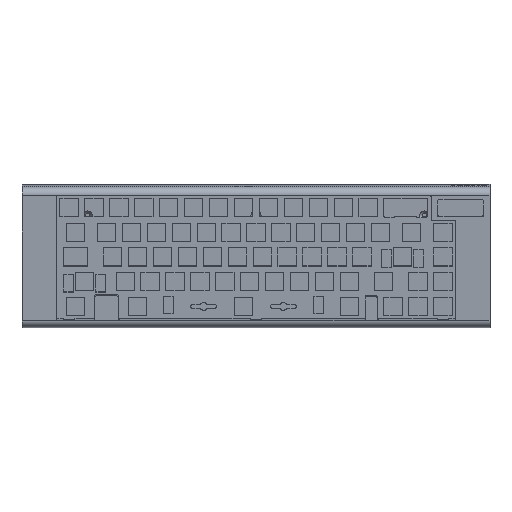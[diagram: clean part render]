
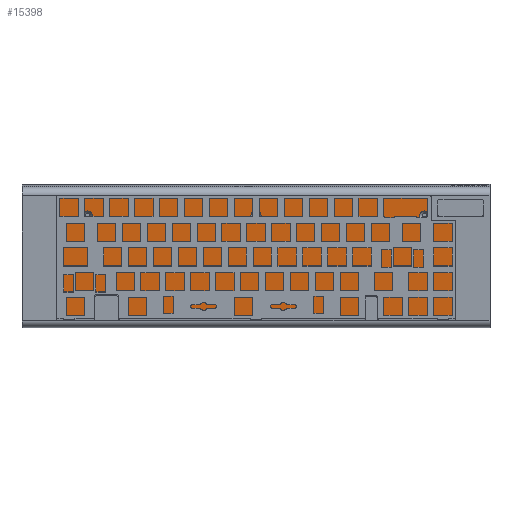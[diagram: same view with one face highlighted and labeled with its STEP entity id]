
A CAD part, top view. The second image highlights one B-rep face of the part: STEP entity #15398.
In plain terms, the highlighted planar face has unit normal (0, -0.122, 0.993).
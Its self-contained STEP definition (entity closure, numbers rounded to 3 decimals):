
#465=FACE_BOUND('',#2393,.T.);
#466=FACE_BOUND('',#2394,.T.);
#467=FACE_BOUND('',#2395,.T.);
#818=PLANE('',#16260);
#1555=FACE_OUTER_BOUND('',#2392,.T.);
#2392=EDGE_LOOP('',(#12495,#12496,#12497,#12498,#12499,#12500,#12501,#12502));
#2393=EDGE_LOOP('',(#12503));
#2394=EDGE_LOOP('',(#12504));
#2395=EDGE_LOOP('',(#12505));
#3590=LINE('',#24699,#5289);
#3593=LINE('',#24710,#5292);
#3597=LINE('',#24722,#5296);
#3600=LINE('',#24731,#5299);
#5289=VECTOR('',#18280,10.);
#5292=VECTOR('',#18291,10.);
#5296=VECTOR('',#18303,10.);
#5299=VECTOR('',#18314,10.);
#6496=CIRCLE('',#16199,4.05);
#6498=CIRCLE('',#16204,4.05);
#6500=CIRCLE('',#16209,4.05);
#6512=CIRCLE('',#16245,1.);
#6514=CIRCLE('',#16249,1.);
#6516=CIRCLE('',#16253,1.);
#6518=CIRCLE('',#16257,1.);
#7288=VERTEX_POINT('',#24552);
#7291=VERTEX_POINT('',#24562);
#7294=VERTEX_POINT('',#24572);
#7329=VERTEX_POINT('',#24686);
#7330=VERTEX_POINT('',#24687);
#7334=VERTEX_POINT('',#24697);
#7335=VERTEX_POINT('',#24701);
#7336=VERTEX_POINT('',#24702);
#7339=VERTEX_POINT('',#24713);
#7340=VERTEX_POINT('',#24714);
#7343=VERTEX_POINT('',#24725);
#9113=EDGE_CURVE('',#7288,#7288,#6496,.T.);
#9118=EDGE_CURVE('',#7291,#7291,#6498,.T.);
#9123=EDGE_CURVE('',#7294,#7294,#6500,.T.);
#9179=EDGE_CURVE('',#7329,#7330,#6512,.T.);
#9185=EDGE_CURVE('',#7334,#7330,#3590,.T.);
#9186=EDGE_CURVE('',#7335,#7336,#6514,.T.);
#9190=EDGE_CURVE('',#7329,#7336,#3593,.T.);
#9192=EDGE_CURVE('',#7339,#7340,#6516,.T.);
#9196=EDGE_CURVE('',#7335,#7340,#3597,.T.);
#9198=EDGE_CURVE('',#7334,#7343,#6518,.T.);
#9201=EDGE_CURVE('',#7339,#7343,#3600,.T.);
#12495=ORIENTED_EDGE('',*,*,#9179,.T.);
#12496=ORIENTED_EDGE('',*,*,#9185,.F.);
#12497=ORIENTED_EDGE('',*,*,#9198,.T.);
#12498=ORIENTED_EDGE('',*,*,#9201,.F.);
#12499=ORIENTED_EDGE('',*,*,#9192,.T.);
#12500=ORIENTED_EDGE('',*,*,#9196,.F.);
#12501=ORIENTED_EDGE('',*,*,#9186,.T.);
#12502=ORIENTED_EDGE('',*,*,#9190,.F.);
#12503=ORIENTED_EDGE('',*,*,#9113,.T.);
#12504=ORIENTED_EDGE('',*,*,#9118,.T.);
#12505=ORIENTED_EDGE('',*,*,#9123,.T.);
#15398=ADVANCED_FACE('',(#1555,#465,#466,#467),#818,.F.);
#16199=AXIS2_PLACEMENT_3D('',#24553,#18131,#18132);
#16204=AXIS2_PLACEMENT_3D('',#24563,#18143,#18144);
#16209=AXIS2_PLACEMENT_3D('',#24573,#18155,#18156);
#16245=AXIS2_PLACEMENT_3D('',#24688,#18270,#18271);
#16249=AXIS2_PLACEMENT_3D('',#24703,#18283,#18284);
#16253=AXIS2_PLACEMENT_3D('',#24715,#18295,#18296);
#16257=AXIS2_PLACEMENT_3D('',#24726,#18307,#18308);
#16260=AXIS2_PLACEMENT_3D('',#24733,#18316,#18317);
#18131=DIRECTION('center_axis',(0.,0.122,-0.993));
#18132=DIRECTION('ref_axis',(1.,0.,0.));
#18143=DIRECTION('center_axis',(0.,0.122,-0.993));
#18144=DIRECTION('ref_axis',(1.,0.,0.));
#18155=DIRECTION('center_axis',(0.,0.122,-0.993));
#18156=DIRECTION('ref_axis',(1.,0.,0.));
#18270=DIRECTION('center_axis',(0.,-0.122,0.993));
#18271=DIRECTION('ref_axis',(0.707,0.702,0.086));
#18280=DIRECTION('',(1.,0.,0.));
#18283=DIRECTION('center_axis',(0.,-0.122,0.993));
#18284=DIRECTION('ref_axis',(0.707,-0.702,-0.086));
#18291=DIRECTION('',(0.,-0.993,-0.122));
#18295=DIRECTION('center_axis',(0.,-0.122,0.993));
#18296=DIRECTION('ref_axis',(-0.707,-0.702,-0.086));
#18303=DIRECTION('',(-1.,0.,0.));
#18307=DIRECTION('center_axis',(0.,-0.122,0.993));
#18308=DIRECTION('ref_axis',(-0.707,0.702,0.086));
#18314=DIRECTION('',(0.,0.993,0.122));
#18316=DIRECTION('center_axis',(0.,0.122,-0.993));
#18317=DIRECTION('ref_axis',(-1.,0.,0.));
#24552=CARTESIAN_POINT('',(149.301,80.528,6.277));
#24553=CARTESIAN_POINT('Origin',(153.351,80.528,6.277));
#24562=CARTESIAN_POINT('',(20.426,80.528,6.277));
#24563=CARTESIAN_POINT('Origin',(24.476,80.528,6.277));
#24572=CARTESIAN_POINT('',(278.176,80.528,6.277));
#24573=CARTESIAN_POINT('Origin',(282.226,80.528,6.277));
#24686=CARTESIAN_POINT('',(306.226,97.031,8.304));
#24687=CARTESIAN_POINT('',(305.226,98.024,8.425));
#24688=CARTESIAN_POINT('Origin',(305.226,97.031,8.304));
#24697=CARTESIAN_POINT('',(1.476,98.024,8.425));
#24699=CARTESIAN_POINT('',(0.476,98.024,8.425));
#24701=CARTESIAN_POINT('',(305.226,2.541,-3.298));
#24702=CARTESIAN_POINT('',(306.226,3.534,-3.177));
#24703=CARTESIAN_POINT('Origin',(305.226,3.534,-3.177));
#24710=CARTESIAN_POINT('',(306.226,98.024,8.425));
#24713=CARTESIAN_POINT('',(0.476,3.534,-3.177));
#24714=CARTESIAN_POINT('',(1.476,2.541,-3.298));
#24715=CARTESIAN_POINT('Origin',(1.476,3.534,-3.177));
#24722=CARTESIAN_POINT('',(306.226,2.541,-3.298));
#24725=CARTESIAN_POINT('',(0.476,97.031,8.304));
#24726=CARTESIAN_POINT('Origin',(1.476,97.031,8.304));
#24731=CARTESIAN_POINT('',(0.476,2.541,-3.298));
#24733=CARTESIAN_POINT('Origin',(153.351,50.282,2.564));
